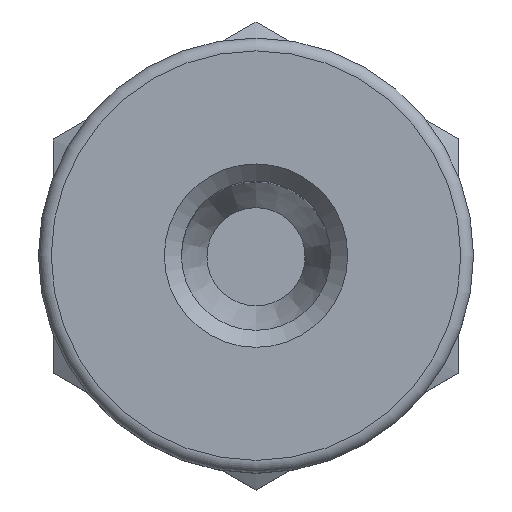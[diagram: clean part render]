
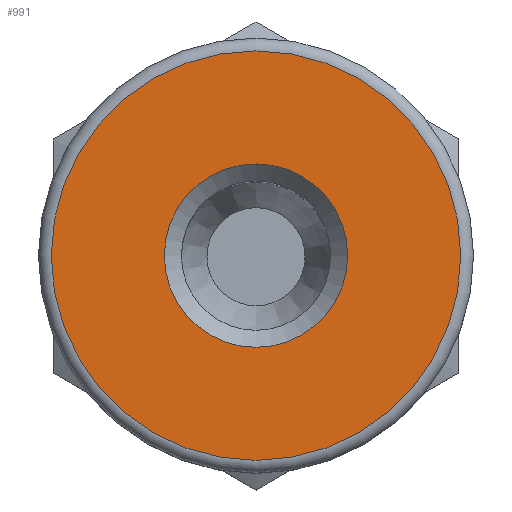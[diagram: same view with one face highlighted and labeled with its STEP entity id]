
A CAD part, top view. The second image highlights one B-rep face of the part: STEP entity #991.
In plain terms, the highlighted planar face has unit normal (0, 0, 1).
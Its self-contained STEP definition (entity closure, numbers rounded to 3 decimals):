
#50=FACE_BOUND('',#206,.T.);
#86=CIRCLE('',#1090,2.15);
#90=CIRCLE('',#1096,4.8);
#138=FACE_OUTER_BOUND('',#205,.T.);
#205=EDGE_LOOP('',(#697));
#206=EDGE_LOOP('',(#698));
#440=VERTEX_POINT('',#1519);
#444=VERTEX_POINT('',#1531);
#536=EDGE_CURVE('',#440,#440,#86,.T.);
#542=EDGE_CURVE('',#444,#444,#90,.T.);
#697=ORIENTED_EDGE('',*,*,#542,.F.);
#698=ORIENTED_EDGE('',*,*,#536,.F.);
#946=PLANE('',#1095);
#991=ADVANCED_FACE('',(#138,#50),#946,.T.);
#1090=AXIS2_PLACEMENT_3D('',#1520,#1227,#1228);
#1095=AXIS2_PLACEMENT_3D('',#1530,#1239,#1240);
#1096=AXIS2_PLACEMENT_3D('',#1532,#1241,#1242);
#1227=DIRECTION('center_axis',(0.,0.,1.));
#1228=DIRECTION('ref_axis',(0.,-1.,0.));
#1239=DIRECTION('center_axis',(0.,0.,1.));
#1240=DIRECTION('ref_axis',(1.,0.,0.));
#1241=DIRECTION('center_axis',(0.,0.,-1.));
#1242=DIRECTION('ref_axis',(1.,0.,0.));
#1519=CARTESIAN_POINT('',(0.,2.15,3.3));
#1520=CARTESIAN_POINT('Origin',(0.,0.,3.3));
#1530=CARTESIAN_POINT('Origin',(0.,4.8,3.3));
#1531=CARTESIAN_POINT('',(4.8,0.,3.3));
#1532=CARTESIAN_POINT('Origin',(0.,0.,3.3));
